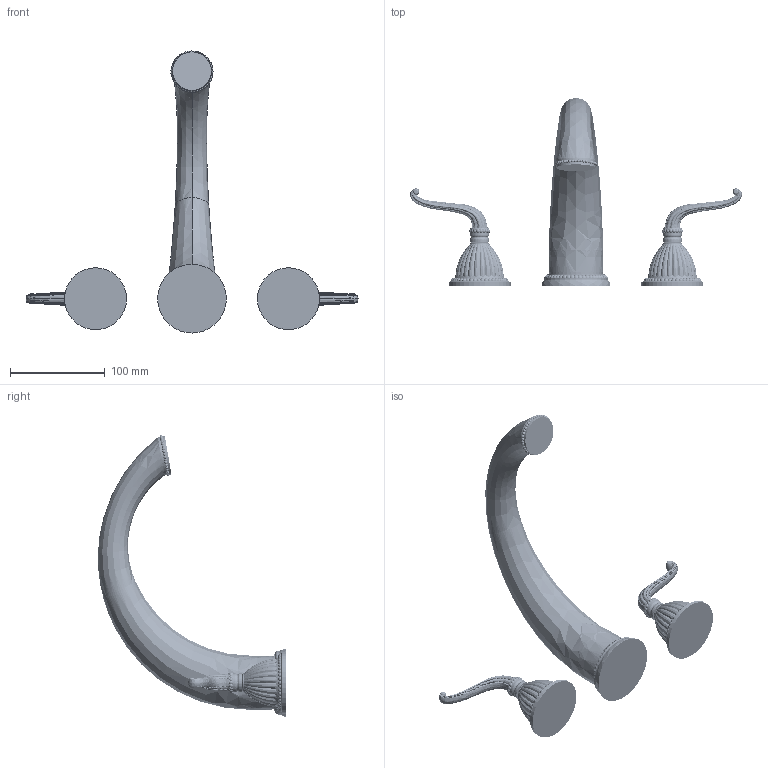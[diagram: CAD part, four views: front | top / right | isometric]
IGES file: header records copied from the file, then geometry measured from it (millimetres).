
Start section:  PTC IGES file: 3-1096.igs
Global section: file name: 3-1096.igs; native system: Creo Parametric by PTC Inc.; preprocessor: 2018400; author: jinson.thomas; organization: Unknown; date: 20210309.120739; units: inch
Bounding box: 349.66 x 198.07 x 297.18 mm (x, y, z)
Volume: 768750.1 mm3; surface area: 98955.9 mm2
Topology: 5 solids, 8 shells, 6426 faces, 18900 edges, 12368 vertices
Faces by surface type: bspline 3829, revolution 2597
